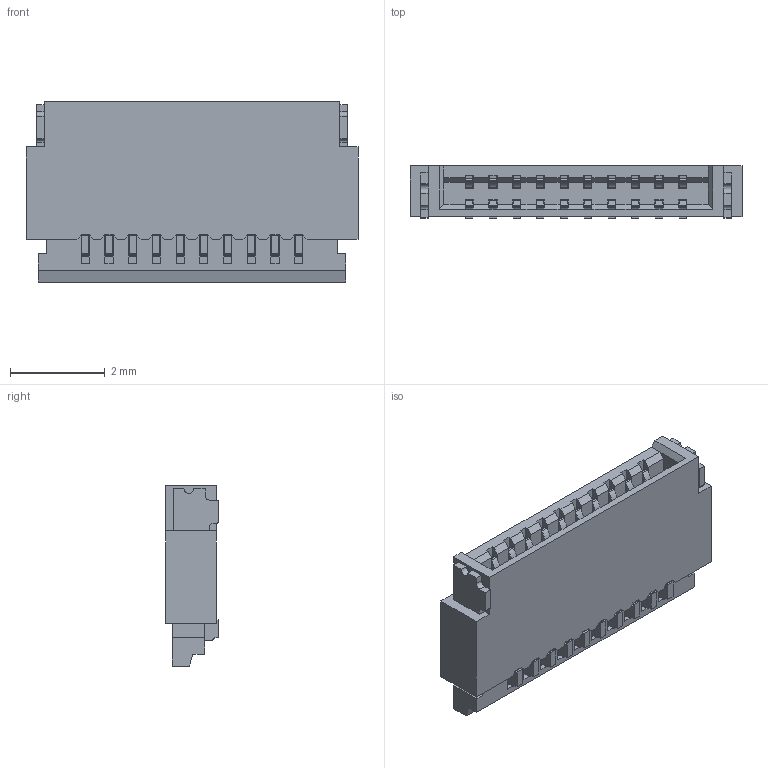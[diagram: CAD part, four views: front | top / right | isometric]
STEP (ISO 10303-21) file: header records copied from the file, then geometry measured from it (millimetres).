
FILE_DESCRIPTION (( 'STEP AP214' ), '1' );
FILE_NAME ('FFC2B28-10-G.STEP', '2024-02-02T16:21:06', ( '' ), ( '' ), 'SwSTEP 2.0', 'SolidWorks 2021', '' );
FILE_SCHEMA (( 'AUTOMOTIVE_DESIGN' ));
Length unit declared in the file: millimetre
Products named in the file (1): FFC2B28-10-G
Bounding box: 7 x 1.1 x 3.8 mm (x, y, z)
Volume: 18.5 mm3; surface area: 179.2 mm2
Topology: 14 solids, 14 shells, 740 faces, 2232 edges, 1480 vertices
Faces by surface type: plane 552, cylinder 188
Entity records: 25091 total; most frequent: ORIENTED_EDGE 4464, CARTESIAN_POINT 4453, DIRECTION 4090, EDGE_CURVE 2232, LINE 1856, VECTOR 1856, VERTEX_POINT 1480, AXIS2_PLACEMENT_3D 1117
